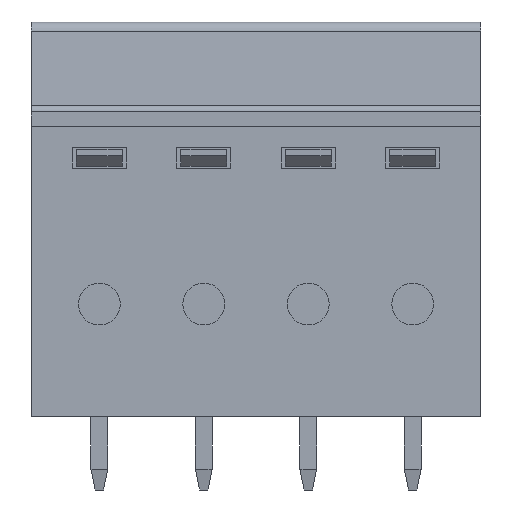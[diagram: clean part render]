
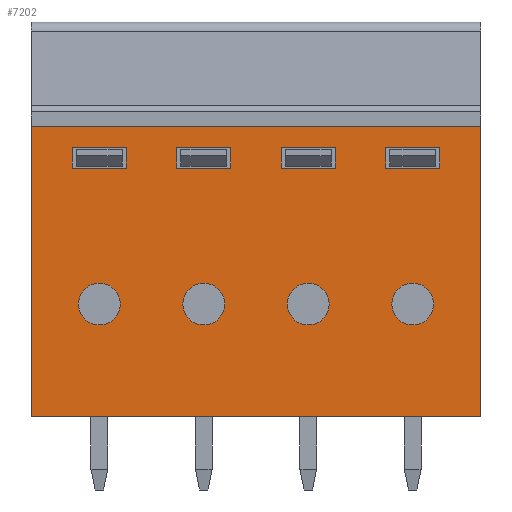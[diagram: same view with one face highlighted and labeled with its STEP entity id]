
A CAD part, left-side view. The second image highlights one B-rep face of the part: STEP entity #7202.
In plain terms, the highlighted planar face has unit normal (-1, 0, 0).
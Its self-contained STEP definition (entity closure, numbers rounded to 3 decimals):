
#66=CIRCLE('',#7321,1.);
#68=CIRCLE('',#7332,1.);
#85=CIRCLE('',#7433,1.);
#97=CIRCLE('',#7520,1.);
#1288=ORIENTED_EDGE('',*,*,#2195,.F.);
#1289=ORIENTED_EDGE('',*,*,#2028,.T.);
#1290=ORIENTED_EDGE('',*,*,#2196,.F.);
#1291=ORIENTED_EDGE('',*,*,#2197,.F.);
#1292=ORIENTED_EDGE('',*,*,#2131,.T.);
#1293=ORIENTED_EDGE('',*,*,#2119,.F.);
#1294=ORIENTED_EDGE('',*,*,#2129,.F.);
#1295=ORIENTED_EDGE('',*,*,#2126,.F.);
#1296=ORIENTED_EDGE('',*,*,#2123,.F.);
#1297=ORIENTED_EDGE('',*,*,#1923,.T.);
#1298=ORIENTED_EDGE('',*,*,#1911,.F.);
#1299=ORIENTED_EDGE('',*,*,#1921,.F.);
#1300=ORIENTED_EDGE('',*,*,#1918,.F.);
#1301=ORIENTED_EDGE('',*,*,#1915,.F.);
#1302=ORIENTED_EDGE('',*,*,#1712,.F.);
#1303=ORIENTED_EDGE('',*,*,#1704,.F.);
#1304=ORIENTED_EDGE('',*,*,#1707,.F.);
#1305=ORIENTED_EDGE('',*,*,#1710,.F.);
#1306=ORIENTED_EDGE('',*,*,#1699,.T.);
#1307=ORIENTED_EDGE('',*,*,#1845,.F.);
#1308=ORIENTED_EDGE('',*,*,#1721,.F.);
#1309=ORIENTED_EDGE('',*,*,#1724,.F.);
#1310=ORIENTED_EDGE('',*,*,#1726,.F.);
#1311=ORIENTED_EDGE('',*,*,#1716,.T.);
#1699=EDGE_CURVE('',#2374,#2374,#66,.T.);
#1704=EDGE_CURVE('',#2379,#2380,#2873,.T.);
#1707=EDGE_CURVE('',#2381,#2379,#2876,.T.);
#1710=EDGE_CURVE('',#2382,#2381,#2879,.T.);
#1712=EDGE_CURVE('',#2380,#2382,#2881,.T.);
#1716=EDGE_CURVE('',#2384,#2384,#68,.T.);
#1721=EDGE_CURVE('',#2389,#2390,#2888,.T.);
#1724=EDGE_CURVE('',#2391,#2389,#2891,.T.);
#1726=EDGE_CURVE('',#2392,#2391,#2893,.T.);
#1845=EDGE_CURVE('',#2390,#2392,#3011,.T.);
#1911=EDGE_CURVE('',#2516,#2517,#3060,.T.);
#1915=EDGE_CURVE('',#2517,#2520,#3064,.T.);
#1918=EDGE_CURVE('',#2520,#2522,#3067,.T.);
#1921=EDGE_CURVE('',#2522,#2516,#3070,.T.);
#1923=EDGE_CURVE('',#2524,#2524,#85,.T.);
#2028=EDGE_CURVE('',#2584,#2589,#3169,.T.);
#2119=EDGE_CURVE('',#2654,#2655,#3252,.T.);
#2123=EDGE_CURVE('',#2655,#2658,#3256,.T.);
#2126=EDGE_CURVE('',#2658,#2660,#3259,.T.);
#2129=EDGE_CURVE('',#2660,#2654,#3262,.T.);
#2131=EDGE_CURVE('',#2662,#2662,#97,.T.);
#2195=EDGE_CURVE('',#2584,#2701,#3326,.T.);
#2196=EDGE_CURVE('',#2702,#2589,#3327,.T.);
#2197=EDGE_CURVE('',#2701,#2702,#3328,.T.);
#2374=VERTEX_POINT('',#9496);
#2379=VERTEX_POINT('',#9508);
#2380=VERTEX_POINT('',#9509);
#2381=VERTEX_POINT('',#9514);
#2382=VERTEX_POINT('',#9520);
#2384=VERTEX_POINT('',#9532);
#2389=VERTEX_POINT('',#9544);
#2390=VERTEX_POINT('',#9545);
#2391=VERTEX_POINT('',#9550);
#2392=VERTEX_POINT('',#9554);
#2516=VERTEX_POINT('',#10001);
#2517=VERTEX_POINT('',#10002);
#2520=VERTEX_POINT('',#10010);
#2522=VERTEX_POINT('',#10016);
#2524=VERTEX_POINT('',#10026);
#2584=VERTEX_POINT('',#10347);
#2589=VERTEX_POINT('',#10357);
#2654=VERTEX_POINT('',#10548);
#2655=VERTEX_POINT('',#10549);
#2658=VERTEX_POINT('',#10557);
#2660=VERTEX_POINT('',#10563);
#2662=VERTEX_POINT('',#10573);
#2701=VERTEX_POINT('',#10701);
#2702=VERTEX_POINT('',#10703);
#2873=LINE('',#9507,#3523);
#2876=LINE('',#9513,#3526);
#2879=LINE('',#9519,#3529);
#2881=LINE('',#9523,#3531);
#2888=LINE('',#9543,#3538);
#2891=LINE('',#9549,#3541);
#2893=LINE('',#9553,#3543);
#3011=LINE('',#9793,#3661);
#3060=LINE('',#10000,#3710);
#3064=LINE('',#10009,#3714);
#3067=LINE('',#10015,#3717);
#3070=LINE('',#10021,#3720);
#3169=LINE('',#10358,#3819);
#3252=LINE('',#10547,#3902);
#3256=LINE('',#10556,#3906);
#3259=LINE('',#10562,#3909);
#3262=LINE('',#10568,#3912);
#3326=LINE('',#10700,#3976);
#3327=LINE('',#10702,#3977);
#3328=LINE('',#10704,#3978);
#3523=VECTOR('',#7875,1000.);
#3526=VECTOR('',#7880,1000.);
#3529=VECTOR('',#7887,1000.);
#3531=VECTOR('',#7891,1000.);
#3538=VECTOR('',#7912,1000.);
#3541=VECTOR('',#7917,1000.);
#3543=VECTOR('',#7921,1000.);
#3661=VECTOR('',#8127,1000.);
#3710=VECTOR('',#8270,1000.);
#3714=VECTOR('',#8276,1000.);
#3717=VECTOR('',#8281,1000.);
#3720=VECTOR('',#8286,1000.);
#3819=VECTOR('',#8469,1000.);
#3902=VECTOR('',#8636,1000.);
#3906=VECTOR('',#8642,1000.);
#3909=VECTOR('',#8647,1000.);
#3912=VECTOR('',#8652,1000.);
#3976=VECTOR('',#8774,1000.);
#3977=VECTOR('',#8775,1000.);
#3978=VECTOR('',#8776,1000.);
#4310=EDGE_LOOP('',(#1288,#1289,#1290,#1291));
#4311=EDGE_LOOP('',(#1292));
#4312=EDGE_LOOP('',(#1293,#1294,#1295,#1296));
#4313=EDGE_LOOP('',(#1297));
#4314=EDGE_LOOP('',(#1298,#1299,#1300,#1301));
#4315=EDGE_LOOP('',(#1302,#1303,#1304,#1305));
#4316=EDGE_LOOP('',(#1306));
#4317=EDGE_LOOP('',(#1307,#1308,#1309,#1310));
#4318=EDGE_LOOP('',(#1311));
#4640=FACE_BOUND('',#4310,.T.);
#4641=FACE_BOUND('',#4311,.T.);
#4642=FACE_BOUND('',#4312,.T.);
#4643=FACE_BOUND('',#4313,.T.);
#4644=FACE_BOUND('',#4314,.T.);
#4645=FACE_BOUND('',#4315,.T.);
#4646=FACE_BOUND('',#4316,.T.);
#4647=FACE_BOUND('',#4317,.T.);
#4648=FACE_BOUND('',#4318,.T.);
#4915=PLANE('',#7546);
#7202=ADVANCED_FACE('',(#4640,#4641,#4642,#4643,#4644,#4645,#4646,#4647,
#4648),#4915,.T.);
#7321=AXIS2_PLACEMENT_3D('',#9495,#7865,#7866);
#7332=AXIS2_PLACEMENT_3D('',#9531,#7902,#7903);
#7433=AXIS2_PLACEMENT_3D('',#10025,#8292,#8293);
#7520=AXIS2_PLACEMENT_3D('',#10572,#8658,#8659);
#7546=AXIS2_PLACEMENT_3D('',#10699,#8772,#8773);
#7865=DIRECTION('',(1.,0.,0.));
#7866=DIRECTION('',(0.,-1.,0.));
#7875=DIRECTION('',(0.,1.,0.));
#7880=DIRECTION('',(0.,0.,1.));
#7887=DIRECTION('',(0.,-1.,0.));
#7891=DIRECTION('',(0.,0.,-1.));
#7902=DIRECTION('',(1.,0.,0.));
#7903=DIRECTION('',(0.,-1.,0.));
#7912=DIRECTION('',(0.,1.,0.));
#7917=DIRECTION('',(0.,0.,1.));
#7921=DIRECTION('',(0.,-1.,0.));
#8127=DIRECTION('',(0.,0.,-1.));
#8270=DIRECTION('',(0.,0.,-1.));
#8276=DIRECTION('',(0.,-1.,0.));
#8281=DIRECTION('',(0.,0.,1.));
#8286=DIRECTION('',(0.,1.,0.));
#8292=DIRECTION('',(1.,0.,0.));
#8293=DIRECTION('',(0.,-1.,0.));
#8469=DIRECTION('',(0.,1.,0.));
#8636=DIRECTION('',(0.,0.,-1.));
#8642=DIRECTION('',(0.,-1.,0.));
#8647=DIRECTION('',(0.,0.,1.));
#8652=DIRECTION('',(0.,1.,0.));
#8658=DIRECTION('',(1.,0.,0.));
#8659=DIRECTION('',(0.,-1.,0.));
#8772=DIRECTION('',(-1.,0.,0.));
#8773=DIRECTION('',(0.,0.,1.));
#8774=DIRECTION('',(0.,0.,-1.));
#8775=DIRECTION('',(0.,0.,1.));
#8776=DIRECTION('',(0.,1.,0.));
#9495=CARTESIAN_POINT('',(-7.15,25.,-3.35));
#9496=CARTESIAN_POINT('',(-7.15,24.,-3.35));
#9507=CARTESIAN_POINT('',(-7.15,23.7,4.15));
#9508=CARTESIAN_POINT('',(-7.15,23.7,4.15));
#9509=CARTESIAN_POINT('',(-7.15,26.3,4.15));
#9513=CARTESIAN_POINT('',(-7.15,23.7,3.15));
#9514=CARTESIAN_POINT('',(-7.15,23.7,3.15));
#9519=CARTESIAN_POINT('',(-7.15,26.3,3.15));
#9520=CARTESIAN_POINT('',(-7.15,26.3,3.15));
#9523=CARTESIAN_POINT('',(-7.15,26.3,4.15));
#9531=CARTESIAN_POINT('',(-7.15,35.,-3.35));
#9532=CARTESIAN_POINT('',(-7.15,34.,-3.35));
#9543=CARTESIAN_POINT('',(-7.15,33.7,4.15));
#9544=CARTESIAN_POINT('',(-7.15,33.7,4.15));
#9545=CARTESIAN_POINT('',(-7.15,36.3,4.15));
#9549=CARTESIAN_POINT('',(-7.15,33.7,3.15));
#9550=CARTESIAN_POINT('',(-7.15,33.7,3.15));
#9553=CARTESIAN_POINT('',(-7.15,36.3,3.15));
#9554=CARTESIAN_POINT('',(-7.15,36.3,3.15));
#9793=CARTESIAN_POINT('',(-7.15,36.3,4.15));
#10000=CARTESIAN_POINT('',(-7.15,31.3,4.15));
#10001=CARTESIAN_POINT('',(-7.15,31.3,4.15));
#10002=CARTESIAN_POINT('',(-7.15,31.3,3.15));
#10009=CARTESIAN_POINT('',(-7.15,31.3,3.15));
#10010=CARTESIAN_POINT('',(-7.15,28.7,3.15));
#10015=CARTESIAN_POINT('',(-7.15,28.7,3.15));
#10016=CARTESIAN_POINT('',(-7.15,28.7,4.15));
#10021=CARTESIAN_POINT('',(-7.15,28.7,4.15));
#10025=CARTESIAN_POINT('',(-7.15,30.,-3.35));
#10026=CARTESIAN_POINT('',(-7.15,29.,-3.35));
#10347=CARTESIAN_POINT('',(-7.15,21.752,5.14));
#10357=CARTESIAN_POINT('',(-7.15,43.25,5.14));
#10358=CARTESIAN_POINT('',(-7.15,2.,5.14));
#10547=CARTESIAN_POINT('',(-7.15,41.3,4.15));
#10548=CARTESIAN_POINT('',(-7.15,41.3,4.15));
#10549=CARTESIAN_POINT('',(-7.15,41.3,3.15));
#10556=CARTESIAN_POINT('',(-7.15,41.3,3.15));
#10557=CARTESIAN_POINT('',(-7.15,38.7,3.15));
#10562=CARTESIAN_POINT('',(-7.15,38.7,3.15));
#10563=CARTESIAN_POINT('',(-7.15,38.7,4.15));
#10568=CARTESIAN_POINT('',(-7.15,38.7,4.15));
#10572=CARTESIAN_POINT('',(-7.15,40.,-3.35));
#10573=CARTESIAN_POINT('',(-7.15,39.,-3.35));
#10699=CARTESIAN_POINT('',(-7.15,-2.5,5.85));
#10700=CARTESIAN_POINT('',(-7.15,21.752,5.85));
#10701=CARTESIAN_POINT('',(-7.15,21.752,-8.75));
#10702=CARTESIAN_POINT('',(-7.15,43.25,-8.75));
#10703=CARTESIAN_POINT('',(-7.15,43.25,-8.75));
#10704=CARTESIAN_POINT('',(-7.15,-2.5,-8.75));
